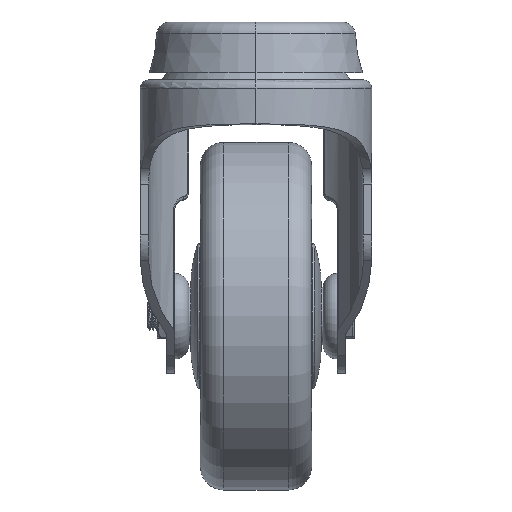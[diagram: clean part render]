
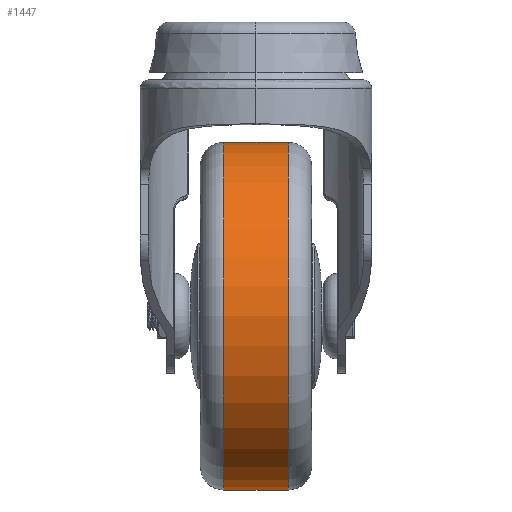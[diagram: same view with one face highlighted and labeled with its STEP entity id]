
A CAD part, left-side view. The second image highlights one B-rep face of the part: STEP entity #1447.
In plain terms, the highlighted cylindrical face has radius 37.5 mm (diameter 75 mm), a partial arc.
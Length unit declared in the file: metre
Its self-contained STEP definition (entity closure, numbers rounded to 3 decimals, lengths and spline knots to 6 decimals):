
#1447=ADVANCED_FACE('',(#2234),#2235,.T.);
#2234=FACE_OUTER_BOUND('',#6421,.T.);
#2235=CYLINDRICAL_SURFACE('',#6422,0.0375);
#6421=EDGE_LOOP('',(#15678,#15679,#15680,#15681));
#6422=AXIS2_PLACEMENT_3D('',#15682,#15683,#15684);
#15678=ORIENTED_EDGE('',*,*,#19234,.F.);
#15679=ORIENTED_EDGE('',*,*,#19235,.T.);
#15680=ORIENTED_EDGE('',*,*,#19236,.F.);
#15681=ORIENTED_EDGE('',*,*,#19237,.F.);
#15682=CARTESIAN_POINT('',(0.,0.,0.));
#15683=DIRECTION('',(0.,-1.0,0.));
#15684=DIRECTION('',(0.,0.0,1.0));
#19234=EDGE_CURVE('',#20869,#20864,#20870,.T.);
#19235=EDGE_CURVE('',#20869,#20871,#20872,.T.);
#19236=EDGE_CURVE('',#20861,#20871,#20873,.T.);
#19237=EDGE_CURVE('',#20864,#20861,#20874,.T.);
#20861=VERTEX_POINT('',#24090);
#20864=VERTEX_POINT('',#24093);
#20869=VERTEX_POINT('',#24098);
#20870=LINE('',#24099,#24100);
#20871=VERTEX_POINT('',#24101);
#20872=CIRCLE('',#24102,0.0375);
#20873=LINE('',#24103,#24104);
#20874=CIRCLE('',#24105,0.0375);
#24090=CARTESIAN_POINT('',(0.,-0.007,-0.0375));
#24093=CARTESIAN_POINT('',(0.,-0.007,0.0375));
#24098=CARTESIAN_POINT('',(0.,0.007,0.0375));
#24099=CARTESIAN_POINT('',(0.,0.,0.0375));
#24100=VECTOR('',#39300,1.0);
#24101=CARTESIAN_POINT('',(0.,0.007,-0.0375));
#24102=AXIS2_PLACEMENT_3D('',#39301,#39302,#39303);
#24103=CARTESIAN_POINT('',(0.,0.,-0.0375));
#24104=VECTOR('',#39304,1.0);
#24105=AXIS2_PLACEMENT_3D('',#39305,#39306,#39307);
#39300=DIRECTION('',(0.,-1.0,0.));
#39301=CARTESIAN_POINT('',(0.,0.007,0.));
#39302=DIRECTION('',(0.,-1.0,0.));
#39303=DIRECTION('',(0.,0.0,1.0));
#39304=DIRECTION('',(0.,1.0,0.));
#39305=CARTESIAN_POINT('',(0.,-0.007,0.));
#39306=DIRECTION('',(0.,-1.0,0.));
#39307=DIRECTION('',(0.,0.0,1.0));
